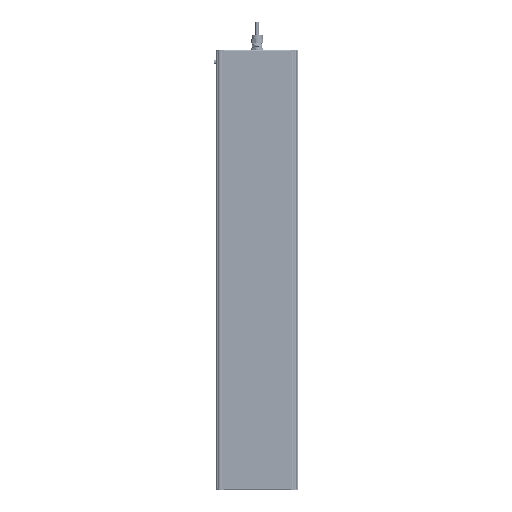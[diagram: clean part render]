
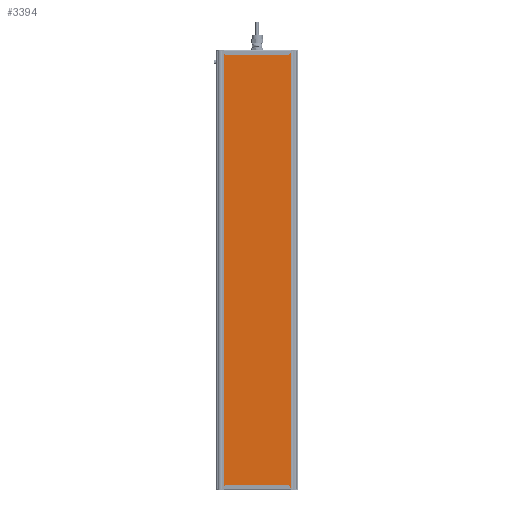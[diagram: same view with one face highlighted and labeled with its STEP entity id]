
A CAD part, front view. The second image highlights one B-rep face of the part: STEP entity #3394.
In plain terms, the highlighted face is planar.
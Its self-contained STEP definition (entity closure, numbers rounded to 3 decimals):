
#3394=ADVANCED_FACE('',(#7530),#7532,.T.);
#7530=FACE_BOUND('',#7531,.T.);
#7531=EDGE_LOOP('',(#36078,#36079,#36080,#36081));
#7532=PLANE('',#7533);
#7533=AXIS2_PLACEMENT_3D('',#7534,#7535,#7536);
#7534=CARTESIAN_POINT('',(2111.497,401.002,-34.582));
#7535=DIRECTION('',(0.,0.,-1.));
#7536=DIRECTION('',(0.,1.,0.));
#36078=ORIENTED_EDGE('',*,*,#40528,.F.);
#36079=ORIENTED_EDGE('',*,*,#40527,.T.);
#36080=ORIENTED_EDGE('',*,*,#40529,.F.);
#36081=ORIENTED_EDGE('',*,*,#40519,.F.);
#40519=EDGE_CURVE('',#44181,#44184,#44185,.T.);
#40527=EDGE_CURVE('',#44194,#44196,#44198,.T.);
#40528=EDGE_CURVE('',#44194,#44181,#44199,.T.);
#40529=EDGE_CURVE('',#44184,#44196,#44200,.T.);
#44181=VERTEX_POINT('',#52193);
#44184=VERTEX_POINT('',#52198);
#44185=LINE('',#52199,#52200);
#44194=VERTEX_POINT('',#52220);
#44196=VERTEX_POINT('',#52224);
#44198=LINE('',#52228,#52229);
#44199=LINE('',#52231,#52232);
#44200=LINE('',#52234,#52235);
#52193=CARTESIAN_POINT('',(2111.497,401.002,-34.582));
#52198=CARTESIAN_POINT('',(3107.497,401.002,-34.582));
#52199=CARTESIAN_POINT('',(2111.497,401.002,-34.582));
#52200=VECTOR('',#52201,1.);
#52201=DIRECTION('',(1.,0.,0.));
#52220=CARTESIAN_POINT('',(2111.497,565.13,-34.582));
#52224=CARTESIAN_POINT('',(3107.497,565.13,-34.582));
#52228=CARTESIAN_POINT('',(2111.497,565.13,-34.582));
#52229=VECTOR('',#52230,1.);
#52230=DIRECTION('',(1.,0.,0.));
#52231=CARTESIAN_POINT('',(2111.497,565.13,-34.582));
#52232=VECTOR('',#52233,1.);
#52233=DIRECTION('',(0.,-1.,0.));
#52234=CARTESIAN_POINT('',(3107.497,401.002,-34.582));
#52235=VECTOR('',#52236,1.);
#52236=DIRECTION('',(0.,1.,0.));
